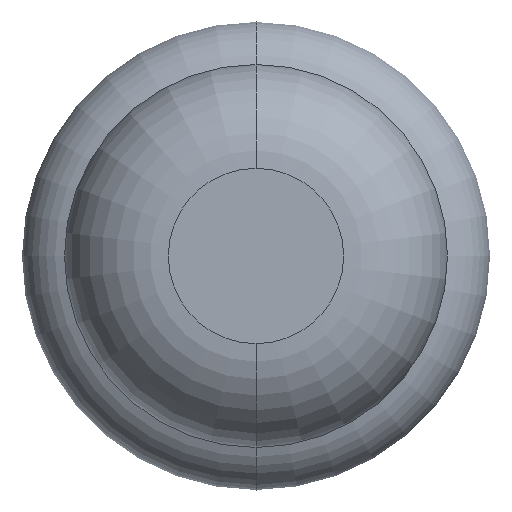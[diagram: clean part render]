
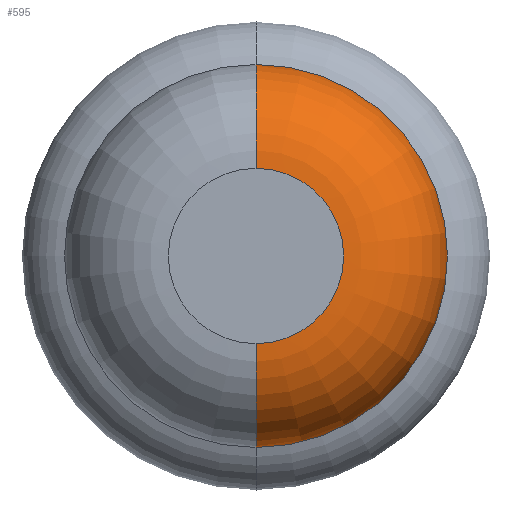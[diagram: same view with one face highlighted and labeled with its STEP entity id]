
A CAD part, front view. The second image highlights one B-rep face of the part: STEP entity #595.
In plain terms, the highlighted toroidal (fillet/blend) face has major radius 0.38 mm and minor radius 0.45 mm.
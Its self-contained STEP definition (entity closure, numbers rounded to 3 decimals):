
#269 = CARTESIAN_POINT ( 'NONE',  ( 0., -28.55, 0. ) ) ;
#319 = CIRCLE ( 'NONE', #2353, 0.45 ) ;
#509 = CARTESIAN_POINT ( 'NONE',  ( 0., -28.55, 0.83 ) ) ;
#522 = ORIENTED_EDGE ( 'NONE', *, *, #960, .F. ) ;
#595 = ADVANCED_FACE ( 'NONE', ( #4535 ), #4417, .T. ) ;
#735 = CIRCLE ( 'NONE', #3006, 0.38 ) ;
#745 = CARTESIAN_POINT ( 'NONE',  ( 0., -28.55, -0.83 ) ) ;
#762 = EDGE_CURVE ( 'NONE', #3951, #2618, #3501, .T. ) ;
#960 = EDGE_CURVE ( 'NONE', #3912, #2618, #4245, .T. ) ;
#1002 = AXIS2_PLACEMENT_3D ( 'NONE', #3489, #1313, #4615 ) ;
#1182 = EDGE_CURVE ( 'NONE', #4104, #3951, #735, .T. ) ;
#1233 = DIRECTION ( 'NONE',  ( -1., 0., 0. ) ) ;
#1313 = DIRECTION ( 'NONE',  ( 0., 1., 0. ) ) ;
#1440 = ORIENTED_EDGE ( 'NONE', *, *, #1182, .T. ) ;
#1539 = ORIENTED_EDGE ( 'NONE', *, *, #762, .T. ) ;
#1543 = ORIENTED_EDGE ( 'NONE', *, *, #3371, .F. ) ;
#1546 = DIRECTION ( 'NONE',  ( 1., 0., 0. ) ) ;
#1602 = DIRECTION ( 'NONE',  ( 0., 0., 1. ) ) ;
#1780 = DIRECTION ( 'NONE',  ( 0., 0., 1. ) ) ;
#1927 = DIRECTION ( 'NONE',  ( 0., 0., -1. ) ) ;
#2148 = DIRECTION ( 'NONE',  ( 0., 1., 0. ) ) ;
#2158 = CARTESIAN_POINT ( 'NONE',  ( 0., -29., 0.38 ) ) ;
#2353 = AXIS2_PLACEMENT_3D ( 'NONE', #3442, #1233, #3388 ) ;
#2419 = CARTESIAN_POINT ( 'NONE',  ( 0., -29., -0.38 ) ) ;
#2618 = VERTEX_POINT ( 'NONE', #745 ) ;
#2949 = EDGE_LOOP ( 'NONE', ( #1440, #1539, #522, #1543 ) ) ;
#3006 = AXIS2_PLACEMENT_3D ( 'NONE', #3396, #4529, #1602 ) ;
#3371 = EDGE_CURVE ( 'NONE', #4104, #3912, #319, .T. ) ;
#3388 = DIRECTION ( 'NONE',  ( 0., 0., 1. ) ) ;
#3396 = CARTESIAN_POINT ( 'NONE',  ( 0., -29., 0. ) ) ;
#3442 = CARTESIAN_POINT ( 'NONE',  ( 0., -28.55, 0.38 ) ) ;
#3489 = CARTESIAN_POINT ( 'NONE',  ( 0., -28.55, 0. ) ) ;
#3501 = CIRCLE ( 'NONE', #3853, 0.45 ) ;
#3705 = CARTESIAN_POINT ( 'NONE',  ( 0., -28.55, -0.38 ) ) ;
#3853 = AXIS2_PLACEMENT_3D ( 'NONE', #3705, #1546, #1927 ) ;
#3912 = VERTEX_POINT ( 'NONE', #509 ) ;
#3951 = VERTEX_POINT ( 'NONE', #2419 ) ;
#4104 = VERTEX_POINT ( 'NONE', #2158 ) ;
#4245 = CIRCLE ( 'NONE', #1002, 0.83 ) ;
#4417 = TOROIDAL_SURFACE ( 'NONE', #4760, 0.38, 0.45 ) ;
#4529 = DIRECTION ( 'NONE',  ( 0., 1., 0. ) ) ;
#4535 = FACE_OUTER_BOUND ( 'NONE', #2949, .T. ) ;
#4615 = DIRECTION ( 'NONE',  ( 0., 0., 1. ) ) ;
#4760 = AXIS2_PLACEMENT_3D ( 'NONE', #269, #2148, #1780 ) ;
